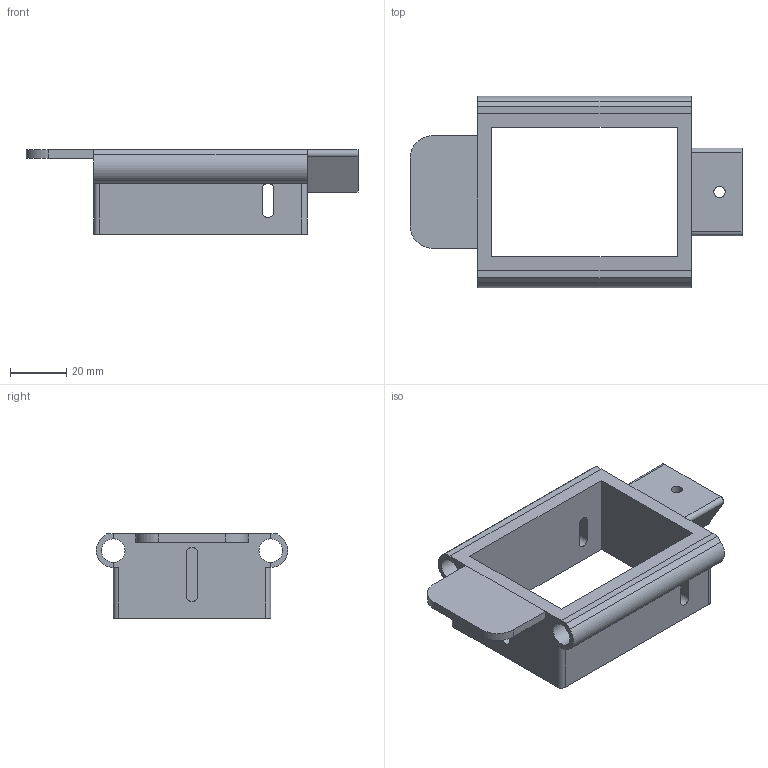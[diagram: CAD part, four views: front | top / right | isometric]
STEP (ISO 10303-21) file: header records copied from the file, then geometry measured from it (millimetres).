
FILE_DESCRIPTION(('FreeCAD Model'),'2;1');
FILE_NAME('PlatformHold.step','2015-05-06T18:01:34',('Author'),(''), 'Open CASCADE STEP processor 6.8','FreeCAD','Unknown');
FILE_SCHEMA(('AUTOMOTIVE_DESIGN_CC2 { 1 2 10303 214 -1 1 5 4 }'));
Length unit declared in the file: millimetre
Products named in the file (1): PlatformHold
Bounding box: 118 x 67.98 x 30 mm (x, y, z)
Volume: 45100.1 mm3; surface area: 25903.7 mm2
Topology: 1 solids, 1 shells, 64 faces, 193 edges, 126 vertices
Faces by surface type: plane 45, cylinder 19
Full cylindrical faces by diameter (mm): 4 x1, 8.4 x2
Entity records: 4968 total; most frequent: CARTESIAN_POINT 1126, DIRECTION 714, LINE 453, VECTOR 453, ORIENTED_EDGE 386, PCURVE 386, DEFINITIONAL_REPRESENTATION 386, EDGE_CURVE 193
